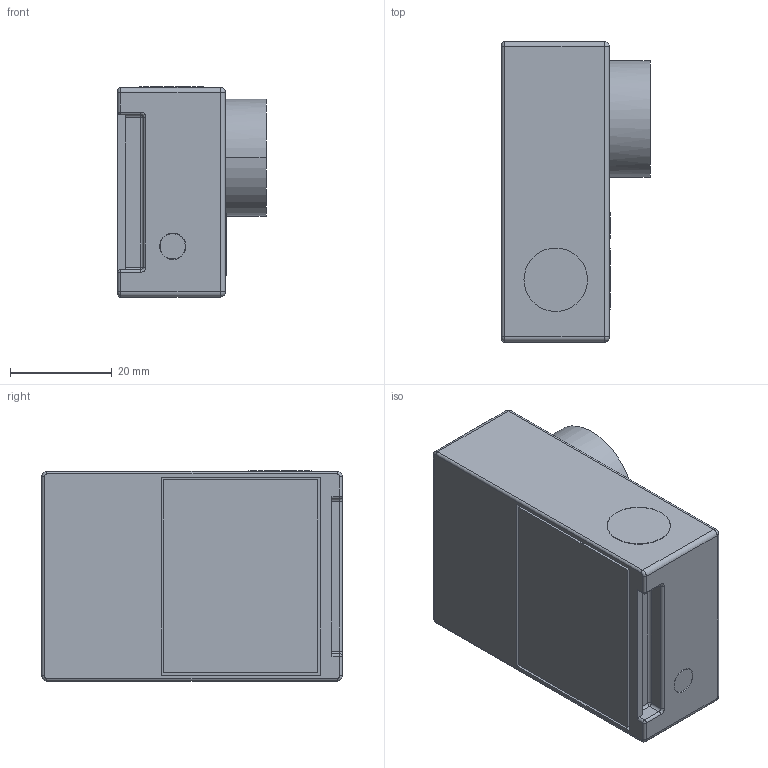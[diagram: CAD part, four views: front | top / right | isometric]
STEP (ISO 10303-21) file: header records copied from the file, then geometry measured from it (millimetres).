
FILE_DESCRIPTION(('CATIA V5 STEP Exchange'),'2;1');
FILE_NAME('GOPRO_HERO_3.stp','2013-06-09T17:26:21+00:00',('none'),('none'),'CATIA Version 5 Release 18 GA (IN-10)','CATIA V5 STEP AP203','none');
FILE_SCHEMA(('CONFIG_CONTROL_DESIGN'));
Length unit declared in the file: millimetre
Products named in the file (1): GOPRO_HERO_3
Bounding box: 29.2 x 59.15 x 41.4 mm (x, y, z)
Volume: 54245.6 mm3; surface area: 10935.6 mm2
Topology: 1 solids, 1 shells, 131 faces, 313 edges, 188 vertices
Faces by surface type: cylinder 61, plane 52, torus 10, sphere 8
Entity records: 3558 total; most frequent: CARTESIAN_POINT 610, ORIENTED_EDGE 610, DIRECTION 537, EDGE_CURVE 305, AXIS2_PLACEMENT_3D 251, VERTEX_POINT 188, VECTOR 171, LINE 171
